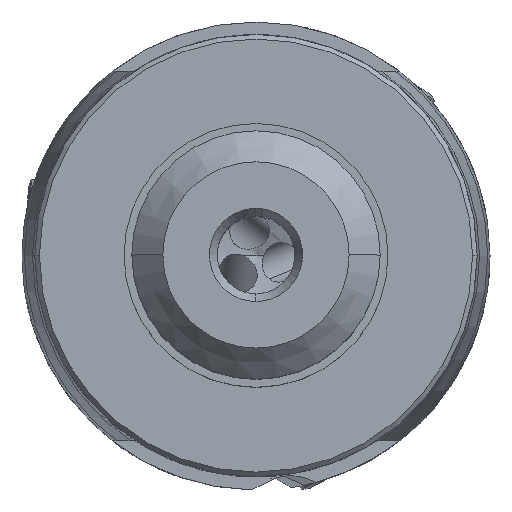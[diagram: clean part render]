
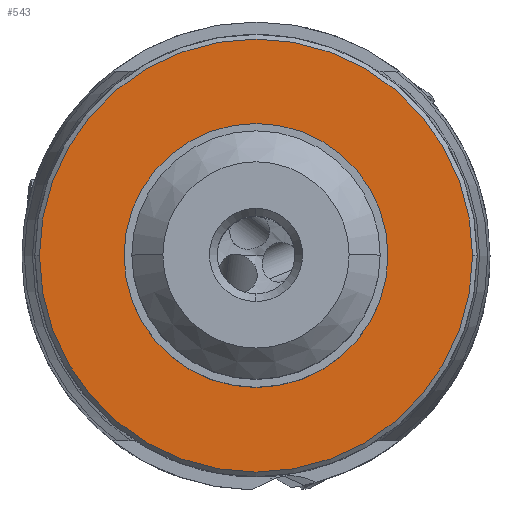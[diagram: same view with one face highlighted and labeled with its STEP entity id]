
A CAD part, top view. The second image highlights one B-rep face of the part: STEP entity #543.
In plain terms, the highlighted planar face has unit normal (0, 0, 1).
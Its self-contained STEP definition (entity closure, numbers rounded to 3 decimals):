
#86=FACE_BOUND('',#1398,.T.);
#87=FACE_BOUND('',#1399,.T.);
#187=PLANE('',#7217);
#543=ADVANCED_FACE('',(#86,#87),#187,.T.);
#1398=EDGE_LOOP('',(#3586,#3587,#3588,#3589));
#1399=EDGE_LOOP('',(#3590,#3591));
#2034=CIRCLE('',#7208,8.5);
#2036=CIRCLE('',#7211,8.5);
#2037=CIRCLE('',#7213,13.95);
#2038=CIRCLE('',#7214,13.95);
#2039=CIRCLE('',#7215,13.95);
#2040=CIRCLE('',#7216,13.95);
#3586=ORIENTED_EDGE('',*,*,#5635,.F.);
#3587=ORIENTED_EDGE('',*,*,#5636,.F.);
#3588=ORIENTED_EDGE('',*,*,#5637,.F.);
#3589=ORIENTED_EDGE('',*,*,#5638,.F.);
#3590=ORIENTED_EDGE('',*,*,#5632,.F.);
#3591=ORIENTED_EDGE('',*,*,#5634,.F.);
#4718=VERTEX_POINT('',#15011);
#4719=VERTEX_POINT('',#15013);
#4720=VERTEX_POINT('',#15019);
#4721=VERTEX_POINT('',#15020);
#4722=VERTEX_POINT('',#15022);
#4723=VERTEX_POINT('',#15024);
#5632=EDGE_CURVE('',#4718,#4719,#2034,.T.);
#5634=EDGE_CURVE('',#4719,#4718,#2036,.T.);
#5635=EDGE_CURVE('',#4720,#4721,#2037,.T.);
#5636=EDGE_CURVE('',#4722,#4720,#2038,.T.);
#5637=EDGE_CURVE('',#4723,#4722,#2039,.T.);
#5638=EDGE_CURVE('',#4721,#4723,#2040,.T.);
#7208=AXIS2_PLACEMENT_3D('',#15012,#8696,#8697);
#7211=AXIS2_PLACEMENT_3D('',#15016,#8702,#8703);
#7213=AXIS2_PLACEMENT_3D('',#15018,#8706,#8707);
#7214=AXIS2_PLACEMENT_3D('',#15021,#8708,#8709);
#7215=AXIS2_PLACEMENT_3D('',#15023,#8710,#8711);
#7216=AXIS2_PLACEMENT_3D('',#15025,#8712,#8713);
#7217=AXIS2_PLACEMENT_3D('',#15026,#8714,#8715);
#8696=DIRECTION('',(0.,0.,1.));
#8697=DIRECTION('',(1.,0.,0.));
#8702=DIRECTION('',(0.,0.,1.));
#8703=DIRECTION('',(-1.,0.,0.));
#8706=DIRECTION('',(0.,0.,-1.));
#8707=DIRECTION('',(0.,1.,0.));
#8708=DIRECTION('',(0.,0.,-1.));
#8709=DIRECTION('',(-1.,0.,0.));
#8710=DIRECTION('',(0.,0.,-1.));
#8711=DIRECTION('',(0.,-1.,0.));
#8712=DIRECTION('',(0.,0.,-1.));
#8713=DIRECTION('',(1.,0.,0.));
#8714=DIRECTION('',(0.,0.,1.));
#8715=DIRECTION('',(-1.,0.,0.));
#15011=CARTESIAN_POINT('',(8.5,0.,0.));
#15012=CARTESIAN_POINT('',(0.,0.,0.));
#15013=CARTESIAN_POINT('',(-8.5,0.,0.));
#15016=CARTESIAN_POINT('',(0.,0.,0.));
#15018=CARTESIAN_POINT('',(0.,0.,0.));
#15019=CARTESIAN_POINT('',(0.,13.95,0.));
#15020=CARTESIAN_POINT('',(13.95,0.,0.));
#15021=CARTESIAN_POINT('',(0.,0.,0.));
#15022=CARTESIAN_POINT('',(-13.95,0.,0.));
#15023=CARTESIAN_POINT('',(0.,0.,0.));
#15024=CARTESIAN_POINT('',(0.,-13.95,0.));
#15025=CARTESIAN_POINT('',(0.,0.,0.));
#15026=CARTESIAN_POINT('',(0.,0.,0.));
